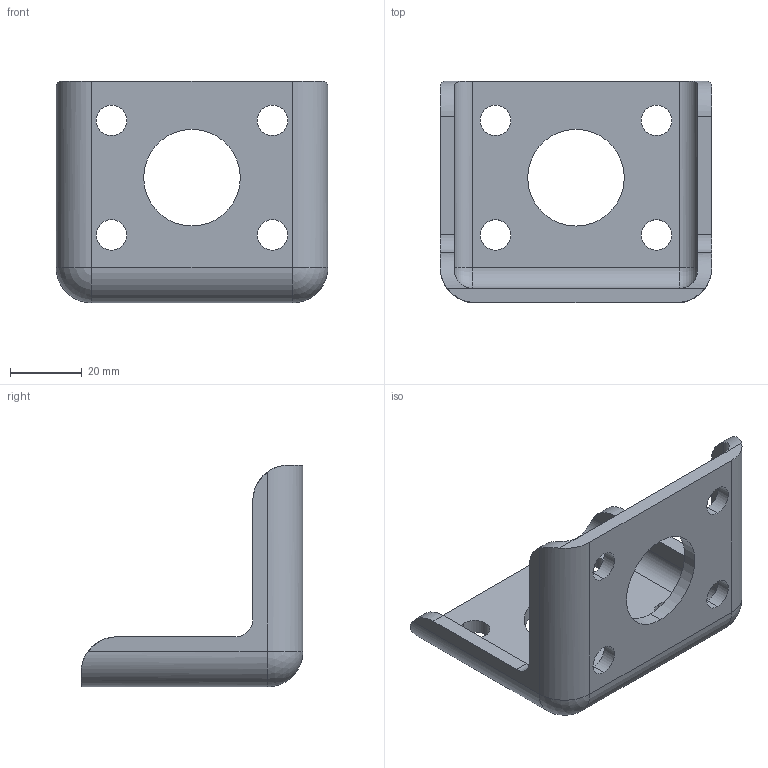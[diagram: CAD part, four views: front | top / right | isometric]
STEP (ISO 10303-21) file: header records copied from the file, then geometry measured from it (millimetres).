
FILE_DESCRIPTION (( 'STEP AP214' ), '1' );
FILE_NAME ('04284-Bracket For In Line Toggle Clamp Zinc 62x76mm.STEP', '2018-10-11T20:04:19', ( '' ), ( '' ), 'SwSTEP 2.0', 'SolidWorks 2018', '' );
FILE_SCHEMA (( 'AUTOMOTIVE_DESIGN' ));
Length unit declared in the file: millimetre
Products named in the file (1): 04284-Bracket For In Line Toggle Clamp Zinc 62x76mm
Bounding box: 76 x 62 x 62 mm (x, y, z)
Volume: 33365.3 mm3; surface area: 20016.4 mm2
Topology: 1 solids, 1 shells, 321 faces, 861 edges, 568 vertices
Faces by surface type: plane 181, bspline 100, cylinder 36, sphere 2, torus 2
Entity records: 15793 total; most frequent: CARTESIAN_POINT 8333, ORIENTED_EDGE 1718, DIRECTION 1165, EDGE_CURVE 859, VECTOR 581, LINE 581, VERTEX_POINT 568, EDGE_LOOP 369
